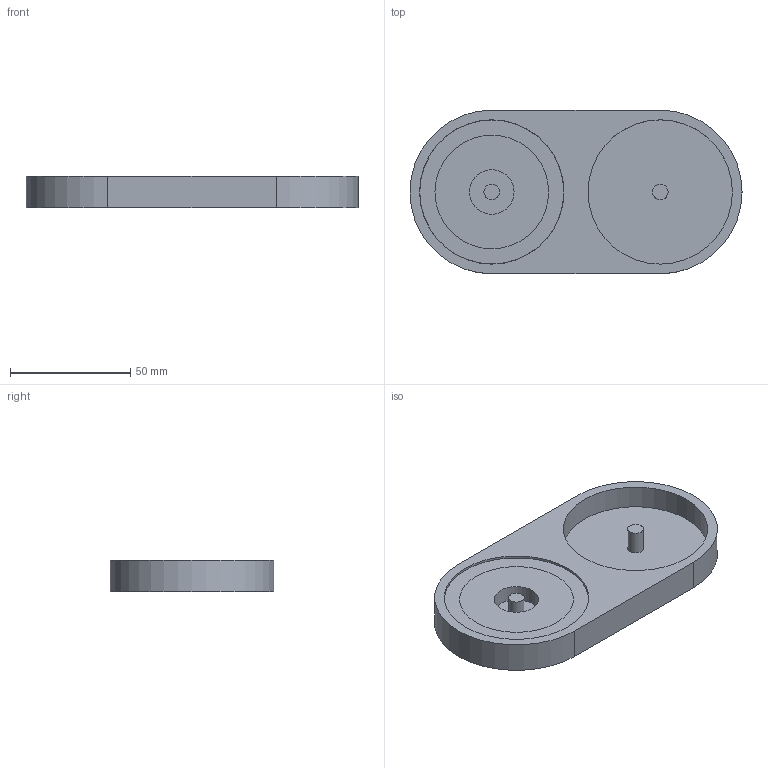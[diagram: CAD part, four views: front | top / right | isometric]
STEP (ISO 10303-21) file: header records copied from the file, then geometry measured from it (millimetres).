
FILE_DESCRIPTION(/* description */ (''),/* implementation_level */ '2;1');
FILE_NAME(/* name */ 'Molde Para Loc Tangenciada (Imprimir em ABS!!)).step',/* time_stamp */ '2026-02-18T14:26:51-03:00',/* author */ (''),/* organization */ (''),/* preprocessor_version */ 'ST-DEVELOPER v20.1',/* originating_system */ 'Autodesk Translation Framework v14.24.0.0',/* authorisation */ '');
FILE_SCHEMA (('AUTOMOTIVE_DESIGN { 1 0 10303 214 3 1 1 }'));
Length unit declared in the file: millimetre
Products named in the file (2): Molde Para Loc Tangenciada (Imprimir em ABS!!)); Roda para loc. Tangenciada v13
Assembly tree (1 placements, depth 2):
  Molde Para Loc Tangenciada (Imprimir em ABS!!))
    Roda para loc. Tangenciada v13
Bounding box: 138 x 68 x 13 mm (x, y, z)
Volume: 76825 mm3; surface area: 38799.8 mm2
Topology: 3 solids, 3 shells, 38 faces, 67 edges, 40 vertices
Faces by surface type: cylinder 13, plane 13, cone 12
Full cylindrical faces by diameter (mm): 6.5 x3, 18.5 x1, 47.25 x4, 59.85 x1, 60 x2
Entity records: 972 total; most frequent: DIRECTION 185, CARTESIAN_POINT 148, ORIENTED_EDGE 134, AXIS2_PLACEMENT_3D 77, EDGE_CURVE 67, EDGE_LOOP 47, VERTEX_POINT 40, FACE_OUTER_BOUND 38
